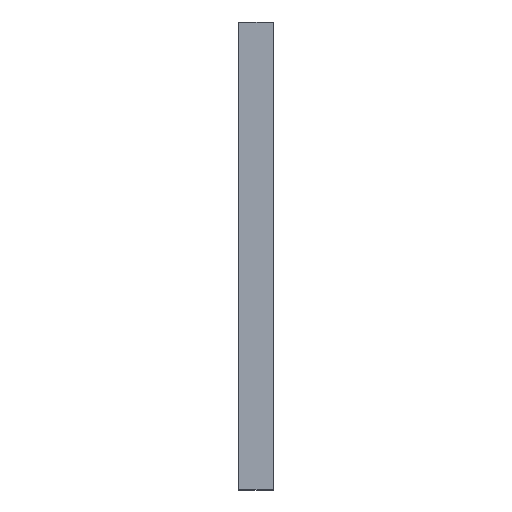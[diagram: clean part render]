
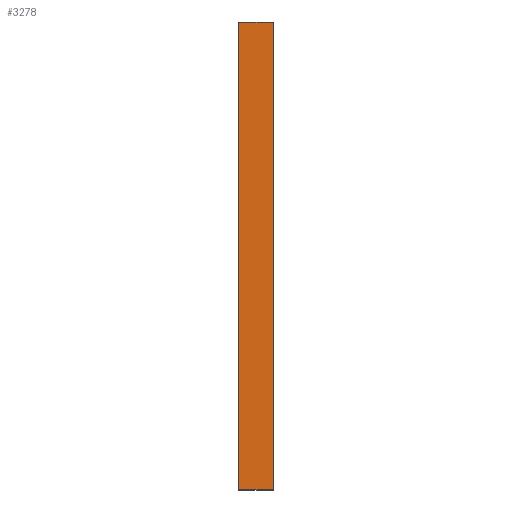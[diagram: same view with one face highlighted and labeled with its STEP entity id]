
A CAD part, left-side view. The second image highlights one B-rep face of the part: STEP entity #3278.
In plain terms, the highlighted planar face has unit normal (-1, 0, 0).
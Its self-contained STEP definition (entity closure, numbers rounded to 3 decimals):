
#78 = EDGE_CURVE ( 'NONE', #2706, #2045, #553, .T. ) ;
#87 = DIRECTION ( 'NONE',  ( 0., 0., -1. ) ) ;
#171 = ORIENTED_EDGE ( 'NONE', *, *, #78, .F. ) ;
#233 = AXIS2_PLACEMENT_3D ( 'NONE', #1937, #2674, #931 ) ;
#456 = DIRECTION ( 'NONE',  ( 0., 1., 0. ) ) ;
#553 = LINE ( 'NONE', #913, #2524 ) ;
#632 = EDGE_CURVE ( 'NONE', #2706, #3308, #3128, .T. ) ;
#913 = CARTESIAN_POINT ( 'NONE',  ( -225., -20., 135. ) ) ;
#931 = DIRECTION ( 'NONE',  ( 0., 0., -1. ) ) ;
#949 = DIRECTION ( 'NONE',  ( 0., 1., 0. ) ) ;
#978 = CARTESIAN_POINT ( 'NONE',  ( -225., -20., 135. ) ) ;
#1117 = ORIENTED_EDGE ( 'NONE', *, *, #1494, .F. ) ;
#1150 = ORIENTED_EDGE ( 'NONE', *, *, #632, .T. ) ;
#1175 = CARTESIAN_POINT ( 'NONE',  ( -225., 0., 135. ) ) ;
#1494 = EDGE_CURVE ( 'NONE', #2045, #1660, #3158, .T. ) ;
#1559 = CARTESIAN_POINT ( 'NONE',  ( -225., 0., -135. ) ) ;
#1659 = VECTOR ( 'NONE', #87, 1000. ) ;
#1660 = VERTEX_POINT ( 'NONE', #1559 ) ;
#1672 = CARTESIAN_POINT ( 'NONE',  ( -225., -20., 135. ) ) ;
#1731 = VECTOR ( 'NONE', #949, 1000. ) ;
#1916 = PLANE ( 'NONE',  #233 ) ;
#1937 = CARTESIAN_POINT ( 'NONE',  ( -225., -20., 135. ) ) ;
#2045 = VERTEX_POINT ( 'NONE', #2209 ) ;
#2209 = CARTESIAN_POINT ( 'NONE',  ( -225., -20., -135. ) ) ;
#2230 = ORIENTED_EDGE ( 'NONE', *, *, #2375, .T. ) ;
#2375 = EDGE_CURVE ( 'NONE', #3308, #1660, #2471, .T. ) ;
#2393 = EDGE_LOOP ( 'NONE', ( #2230, #1117, #171, #1150 ) ) ;
#2471 = LINE ( 'NONE', #3196, #1659 ) ;
#2472 = DIRECTION ( 'NONE',  ( 0., 0., -1. ) ) ;
#2524 = VECTOR ( 'NONE', #2472, 1000. ) ;
#2574 = FACE_OUTER_BOUND ( 'NONE', #2393, .T. ) ;
#2674 = DIRECTION ( 'NONE',  ( 1., 0., 0. ) ) ;
#2706 = VERTEX_POINT ( 'NONE', #1672 ) ;
#2721 = CARTESIAN_POINT ( 'NONE',  ( -225., -20., -135. ) ) ;
#3128 = LINE ( 'NONE', #978, #3161 ) ;
#3158 = LINE ( 'NONE', #2721, #1731 ) ;
#3161 = VECTOR ( 'NONE', #456, 1000. ) ;
#3196 = CARTESIAN_POINT ( 'NONE',  ( -225., 0., 135. ) ) ;
#3278 = ADVANCED_FACE ( 'NONE', ( #2574 ), #1916, .F. ) ;
#3308 = VERTEX_POINT ( 'NONE', #1175 ) ;
